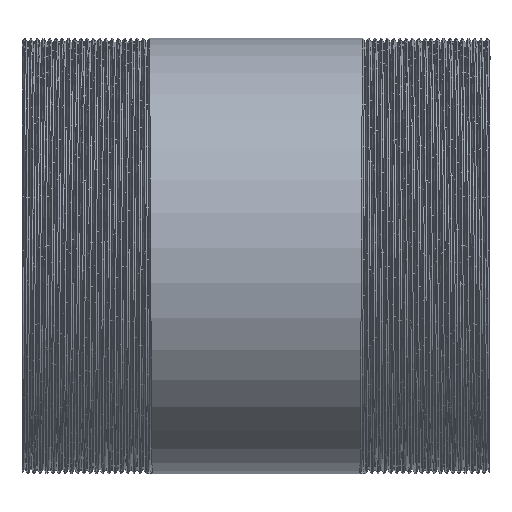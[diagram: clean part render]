
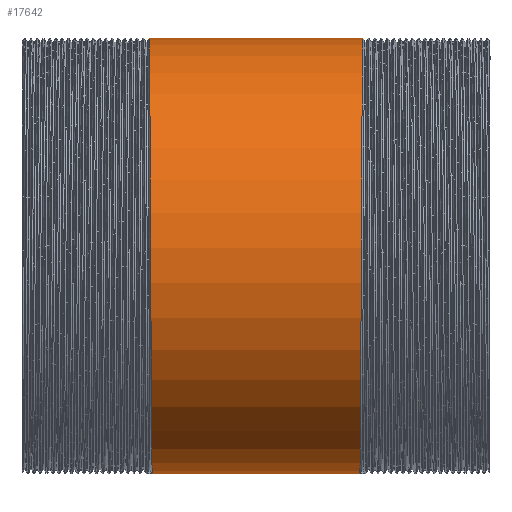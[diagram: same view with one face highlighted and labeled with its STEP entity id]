
A CAD part, front view. The second image highlights one B-rep face of the part: STEP entity #17642.
In plain terms, the highlighted cylindrical face has radius 69.85 mm (diameter 139.7 mm), a partial arc.
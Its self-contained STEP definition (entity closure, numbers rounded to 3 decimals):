
#186 = CARTESIAN_POINT ( 'NONE',  ( 33.65, -66.431, -21.585 ) ) ;
#281 = LINE ( 'NONE', #13757, #1573 ) ;
#289 = CARTESIAN_POINT ( 'NONE',  ( 34.25, 0., 69.85 ) ) ;
#1134 =( BOUNDED_CURVE ( )  B_SPLINE_CURVE ( 2, ( #21478, #6382, #3075, #3189, #9812, #16534, #1640, #21588, #11804, #1415, #13343 ),
 .UNSPECIFIED., .F., .T. ) 
 B_SPLINE_CURVE_WITH_KNOTS ( ( 3, 2, 2, 2, 2, 3 ),
 ( 0., 0.004, 0.009, 0.013, 0.017, 0.022 ),
 .UNSPECIFIED. ) 
 CURVE ( )  GEOMETRIC_REPRESENTATION_ITEM ( )  RATIONAL_B_SPLINE_CURVE ( ( 1., 0.951, 1., 0.951, 1., 0.951, 1., 0.951, 1., 0.951, 1. ) ) 
 REPRESENTATION_ITEM ( '' )  );
#1415 = CARTESIAN_POINT ( 'NONE',  ( -34.15, -22.696, 69.85 ) ) ;
#1573 = VECTOR ( 'NONE', #20470, 1000. ) ;
#1640 = CARTESIAN_POINT ( 'NONE',  ( -33.85, -66.431, 21.585 ) ) ;
#2162 = CARTESIAN_POINT ( 'NONE',  ( 33.55, -59.418, -43.17 ) ) ;
#3075 = CARTESIAN_POINT ( 'NONE',  ( -33.45, -41.057, -56.51 ) ) ;
#3189 = CARTESIAN_POINT ( 'NONE',  ( -33.55, -59.418, -43.17 ) ) ;
#3409 = EDGE_CURVE ( 'NONE', #18106, #13258, #281, .T. ) ;
#3718 = ORIENTED_EDGE ( 'NONE', *, *, #3409, .T. ) ;
#4344 = EDGE_CURVE ( 'NONE', #20319, #17474, #18338, .T. ) ;
#4674 = EDGE_CURVE ( 'NONE', #17474, #13258, #1134, .T. ) ;
#4876 = CYLINDRICAL_SURFACE ( 'NONE', #18616, 69.85 ) ;
#4891 = ORIENTED_EDGE ( 'NONE', *, *, #4344, .F. ) ;
#6382 = CARTESIAN_POINT ( 'NONE',  ( -33.35, -22.696, -69.85 ) ) ;
#6818 = CARTESIAN_POINT ( 'NONE',  ( 34.15, -22.696, 69.85 ) ) ;
#6885 = CARTESIAN_POINT ( 'NONE',  ( 34.25, 0., 69.85 ) ) ;
#7381 = CARTESIAN_POINT ( 'NONE',  ( -34.25, 0., 69.85 ) ) ;
#8584 = CARTESIAN_POINT ( 'NONE',  ( 33.35, -22.696, -69.85 ) ) ;
#8855 = EDGE_CURVE ( 'NONE', #20319, #18106, #18498, .T. ) ;
#9436 = DIRECTION ( 'NONE',  ( -1., 0., 0. ) ) ;
#9663 = VECTOR ( 'NONE', #20310, 1000. ) ;
#9728 = CARTESIAN_POINT ( 'NONE',  ( -149.494, 0., -69.85 ) ) ;
#9812 = CARTESIAN_POINT ( 'NONE',  ( -33.65, -66.431, -21.585 ) ) ;
#10446 = CARTESIAN_POINT ( 'NONE',  ( 33.95, -59.418, 43.17 ) ) ;
#10738 = CARTESIAN_POINT ( 'NONE',  ( 33.25, 0., -69.85 ) ) ;
#11804 = CARTESIAN_POINT ( 'NONE',  ( -34.05, -41.057, 56.51 ) ) ;
#11829 = ORIENTED_EDGE ( 'NONE', *, *, #4674, .F. ) ;
#12108 = CARTESIAN_POINT ( 'NONE',  ( 33.75, -73.445, 0. ) ) ;
#12214 = CARTESIAN_POINT ( 'NONE',  ( 34.05, -41.057, 56.51 ) ) ;
#13139 = CARTESIAN_POINT ( 'NONE',  ( -33.25, 0., -69.85 ) ) ;
#13258 = VERTEX_POINT ( 'NONE', #7381 ) ;
#13343 = CARTESIAN_POINT ( 'NONE',  ( -34.25, 0., 69.85 ) ) ;
#13757 = CARTESIAN_POINT ( 'NONE',  ( -149.494, 0., 69.85 ) ) ;
#13765 = CARTESIAN_POINT ( 'NONE',  ( 33.25, 0., -69.85 ) ) ;
#14400 = CARTESIAN_POINT ( 'NONE',  ( -149.494, 0., 0. ) ) ;
#14902 = FACE_OUTER_BOUND ( 'NONE', #16670, .T. ) ;
#16318 = ORIENTED_EDGE ( 'NONE', *, *, #8855, .T. ) ;
#16534 = CARTESIAN_POINT ( 'NONE',  ( -33.75, -73.445, 0. ) ) ;
#16670 = EDGE_LOOP ( 'NONE', ( #4891, #16318, #3718, #11829 ) ) ;
#17474 = VERTEX_POINT ( 'NONE', #13139 ) ;
#17642 = ADVANCED_FACE ( 'NONE', ( #14902 ), #4876, .T. ) ;
#18106 = VERTEX_POINT ( 'NONE', #6885 ) ;
#18338 = LINE ( 'NONE', #9728, #9663 ) ;
#18498 =( BOUNDED_CURVE ( )  B_SPLINE_CURVE ( 2, ( #13765, #8584, #18836, #2162, #186, #12108, #20478, #10446, #12214, #6818, #289 ),
 .UNSPECIFIED., .F., .F. ) 
 B_SPLINE_CURVE_WITH_KNOTS ( ( 3, 2, 2, 2, 2, 3 ),
 ( 0., 0.004, 0.009, 0.013, 0.017, 0.022 ),
 .UNSPECIFIED. ) 
 CURVE ( )  GEOMETRIC_REPRESENTATION_ITEM ( )  RATIONAL_B_SPLINE_CURVE ( ( 1., 0.951, 1., 0.951, 1., 0.951, 1., 0.951, 1., 0.951, 1. ) ) 
 REPRESENTATION_ITEM ( '' )  );
#18616 = AXIS2_PLACEMENT_3D ( 'NONE', #14400, #9436, #21117 ) ;
#18836 = CARTESIAN_POINT ( 'NONE',  ( 33.45, -41.057, -56.51 ) ) ;
#20310 = DIRECTION ( 'NONE',  ( -1., 0., 0. ) ) ;
#20319 = VERTEX_POINT ( 'NONE', #10738 ) ;
#20470 = DIRECTION ( 'NONE',  ( -1., 0., 0. ) ) ;
#20478 = CARTESIAN_POINT ( 'NONE',  ( 33.85, -66.431, 21.585 ) ) ;
#21117 = DIRECTION ( 'NONE',  ( 0., 0., 1. ) ) ;
#21478 = CARTESIAN_POINT ( 'NONE',  ( -33.25, 0., -69.85 ) ) ;
#21588 = CARTESIAN_POINT ( 'NONE',  ( -33.95, -59.418, 43.17 ) ) ;
